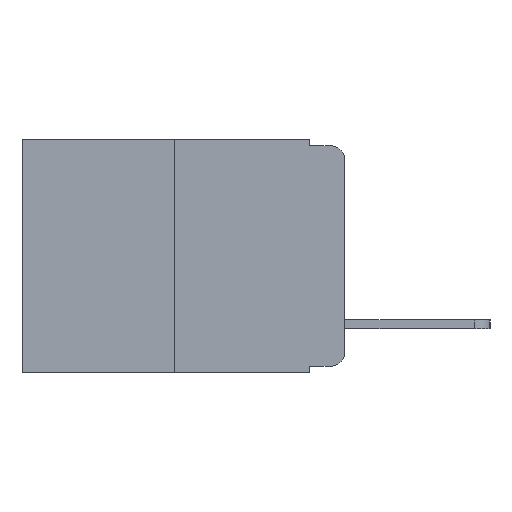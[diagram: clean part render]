
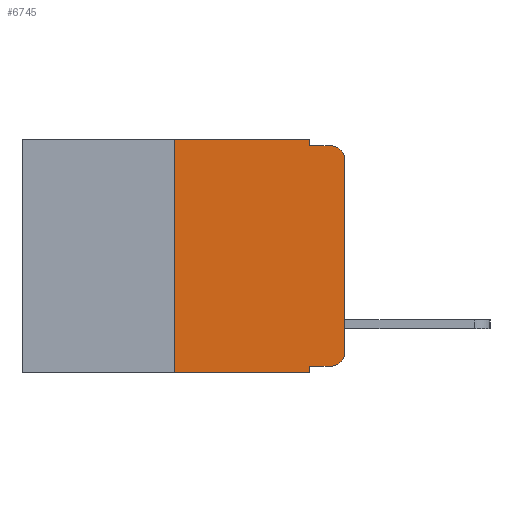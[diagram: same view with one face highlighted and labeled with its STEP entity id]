
A CAD part, left-side view. The second image highlights one B-rep face of the part: STEP entity #6745.
In plain terms, the highlighted planar face has unit normal (-1, 0, 0).
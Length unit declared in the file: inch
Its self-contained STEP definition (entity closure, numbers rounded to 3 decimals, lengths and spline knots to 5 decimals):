
#268 = CARTESIAN_POINT ( 'NONE',  ( 0., 0.051, -0.01 ) ) ;
#318 = VERTEX_POINT ( 'NONE', #12445 ) ;
#399 = EDGE_CURVE ( 'NONE', #318, #11772, #8255, .T. ) ;
#402 = DIRECTION ( 'NONE',  ( -1., 0., 0. ) ) ;
#1038 = CARTESIAN_POINT ( 'NONE',  ( 0., 0.02, -0.01 ) ) ;
#1365 = EDGE_CURVE ( 'NONE', #4801, #3174, #11253, .T. ) ;
#1599 = DIRECTION ( 'NONE',  ( 0., -1., 0. ) ) ;
#1778 = VECTOR ( 'NONE', #13224, 39.37008 ) ;
#1962 = DIRECTION ( 'NONE',  ( -1., 0., 0. ) ) ;
#2390 = VECTOR ( 'NONE', #11976, 39.37008 ) ;
#2480 = CARTESIAN_POINT ( 'NONE',  ( 0., 0.051, -0.333 ) ) ;
#2664 = VERTEX_POINT ( 'NONE', #12582 ) ;
#2689 = EDGE_LOOP ( 'NONE', ( #14559, #5945, #9353, #3328, #4095, #8468, #9462, #8739, #3855, #13041 ) ) ;
#2699 = VECTOR ( 'NONE', #1599, 39.37008 ) ;
#2709 = VERTEX_POINT ( 'NONE', #2480 ) ;
#2721 = VECTOR ( 'NONE', #3000, 39.37008 ) ;
#2810 = DIRECTION ( 'NONE',  ( 0., 0., -1. ) ) ;
#3000 = DIRECTION ( 'NONE',  ( 0., -1., 0. ) ) ;
#3174 = VERTEX_POINT ( 'NONE', #3418 ) ;
#3237 = EDGE_CURVE ( 'NONE', #11772, #3818, #8888, .T. ) ;
#3328 = ORIENTED_EDGE ( 'NONE', *, *, #12735, .F. ) ;
#3401 = EDGE_CURVE ( 'NONE', #3174, #2664, #6368, .T. ) ;
#3418 = CARTESIAN_POINT ( 'NONE',  ( 0., 0.25, 0. ) ) ;
#3818 = VERTEX_POINT ( 'NONE', #4802 ) ;
#3855 = ORIENTED_EDGE ( 'NONE', *, *, #12518, .T. ) ;
#4067 = DIRECTION ( 'NONE',  ( 0., 0., -1. ) ) ;
#4095 = ORIENTED_EDGE ( 'NONE', *, *, #3401, .F. ) ;
#4177 = CARTESIAN_POINT ( 'NONE',  ( 0., 0.473, 0. ) ) ;
#4350 = CARTESIAN_POINT ( 'NONE',  ( 0., 0.051, -0.01 ) ) ;
#4774 = LINE ( 'NONE', #5385, #1778 ) ;
#4801 = VERTEX_POINT ( 'NONE', #7588 ) ;
#4802 = CARTESIAN_POINT ( 'NONE',  ( 0., 0., -0.03 ) ) ;
#5316 = AXIS2_PLACEMENT_3D ( 'NONE', #13060, #10885, #4067 ) ;
#5385 = CARTESIAN_POINT ( 'NONE',  ( 0., 0.473, -0.343 ) ) ;
#5514 = FACE_OUTER_BOUND ( 'NONE', #2689, .T. ) ;
#5692 = DIRECTION ( 'NONE',  ( 0., 0., -1. ) ) ;
#5945 = ORIENTED_EDGE ( 'NONE', *, *, #13912, .T. ) ;
#6104 = CARTESIAN_POINT ( 'NONE',  ( 0., 0.051, -0.333 ) ) ;
#6188 = DIRECTION ( 'NONE',  ( 0., 0., -1. ) ) ;
#6342 = EDGE_CURVE ( 'NONE', #4801, #11391, #4774, .T. ) ;
#6368 = LINE ( 'NONE', #4177, #2721 ) ;
#6745 = ADVANCED_FACE ( 'NONE', ( #5514 ), #9830, .F. ) ;
#7068 = CARTESIAN_POINT ( 'NONE',  ( 0., 0.02, -0.313 ) ) ;
#7079 = VERTEX_POINT ( 'NONE', #1038 ) ;
#7390 = VERTEX_POINT ( 'NONE', #4350 ) ;
#7588 = CARTESIAN_POINT ( 'NONE',  ( 0., 0.25, -0.343 ) ) ;
#8064 = CARTESIAN_POINT ( 'NONE',  ( 0., 0., 0. ) ) ;
#8255 = CIRCLE ( 'NONE', #11086, 0.02 ) ;
#8468 = ORIENTED_EDGE ( 'NONE', *, *, #1365, .F. ) ;
#8731 = CARTESIAN_POINT ( 'NONE',  ( 0., 0.051, 0. ) ) ;
#8739 = ORIENTED_EDGE ( 'NONE', *, *, #13456, .F. ) ;
#8770 = VECTOR ( 'NONE', #6188, 39.37008 ) ;
#8888 = LINE ( 'NONE', #8064, #14419 ) ;
#9102 = LINE ( 'NONE', #15161, #8770 ) ;
#9172 = CARTESIAN_POINT ( 'NONE',  ( 0., 0.02, -0.03 ) ) ;
#9353 = ORIENTED_EDGE ( 'NONE', *, *, #12804, .F. ) ;
#9367 = LINE ( 'NONE', #268, #2699 ) ;
#9462 = ORIENTED_EDGE ( 'NONE', *, *, #6342, .T. ) ;
#9538 = VECTOR ( 'NONE', #12711, 39.37008 ) ;
#9691 = VECTOR ( 'NONE', #2810, 39.37008 ) ;
#9830 = PLANE ( 'NONE',  #5316 ) ;
#9868 = LINE ( 'NONE', #6104, #9538 ) ;
#9949 = CARTESIAN_POINT ( 'NONE',  ( 0., 0., -0.313 ) ) ;
#10234 = DIRECTION ( 'NONE',  ( 0., 0., -1. ) ) ;
#10658 = CARTESIAN_POINT ( 'NONE',  ( 0., 0.25, 0. ) ) ;
#10885 = DIRECTION ( 'NONE',  ( 1., 0., 0. ) ) ;
#10888 = DIRECTION ( 'NONE',  ( 0., 0., 1. ) ) ;
#11086 = AXIS2_PLACEMENT_3D ( 'NONE', #7068, #402, #5692 ) ;
#11253 = LINE ( 'NONE', #10658, #2390 ) ;
#11391 = VERTEX_POINT ( 'NONE', #11454 ) ;
#11454 = CARTESIAN_POINT ( 'NONE',  ( 0., 0.051, -0.343 ) ) ;
#11772 = VERTEX_POINT ( 'NONE', #9949 ) ;
#11976 = DIRECTION ( 'NONE',  ( 0., 0., 1. ) ) ;
#12230 = CIRCLE ( 'NONE', #12646, 0.02 ) ;
#12445 = CARTESIAN_POINT ( 'NONE',  ( 0., 0.02, -0.333 ) ) ;
#12518 = EDGE_CURVE ( 'NONE', #2709, #318, #9868, .T. ) ;
#12543 = LINE ( 'NONE', #8731, #9691 ) ;
#12582 = CARTESIAN_POINT ( 'NONE',  ( 0., 0.051, 0. ) ) ;
#12646 = AXIS2_PLACEMENT_3D ( 'NONE', #9172, #1962, #10234 ) ;
#12711 = DIRECTION ( 'NONE',  ( 0., -1., 0. ) ) ;
#12735 = EDGE_CURVE ( 'NONE', #2664, #7390, #12543, .T. ) ;
#12804 = EDGE_CURVE ( 'NONE', #7390, #7079, #9367, .T. ) ;
#13041 = ORIENTED_EDGE ( 'NONE', *, *, #399, .T. ) ;
#13060 = CARTESIAN_POINT ( 'NONE',  ( 0., 0.473, 0. ) ) ;
#13224 = DIRECTION ( 'NONE',  ( 0., -1., 0. ) ) ;
#13456 = EDGE_CURVE ( 'NONE', #2709, #11391, #9102, .T. ) ;
#13912 = EDGE_CURVE ( 'NONE', #3818, #7079, #12230, .T. ) ;
#14419 = VECTOR ( 'NONE', #10888, 39.37008 ) ;
#14559 = ORIENTED_EDGE ( 'NONE', *, *, #3237, .T. ) ;
#15161 = CARTESIAN_POINT ( 'NONE',  ( 0., 0.051, 0. ) ) ;
